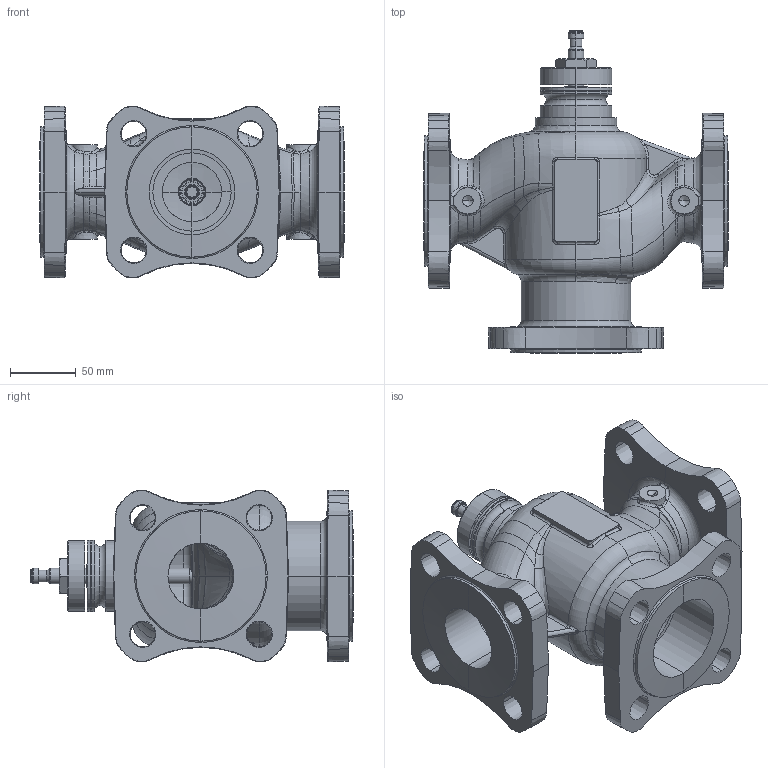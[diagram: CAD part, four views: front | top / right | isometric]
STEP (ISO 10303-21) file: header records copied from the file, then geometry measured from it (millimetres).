
FILE_DESCRIPTION((''),'2;1');
FILE_NAME('VF3R_DN50_SW0001','2023-03-30T14:10:59',('User'),(''),'CREO PARAMETRIC BY PTC INC, 2019010','CREO PARAMETRIC BY PTC INC, 2019010','');
FILE_SCHEMA(('CONFIG_CONTROL_DESIGN'));
Length unit declared in the file: millimetre
Products named in the file (1): VF3R_DN50_SW0001
Bounding box: 231.27 x 244.42 x 130.41 mm (x, y, z)
Surface area: 270016.6 mm2 (no closed solid volume)
Topology: 0 solids, 21 shells, 846 faces, 2651 edges, 1782 vertices
Faces by surface type: bspline 472, cone 147, cylinder 124, plane 56, torus 42, sphere 5
Entity records: 105843 total; most frequent: CARTESIAN_POINT 87303, ORIENTED_EDGE 4527, EDGE_CURVE 2638, DIRECTION 2159, VERTEX_POINT 1782, B_SPLINE_CURVE_WITH_KNOTS 1709, EDGE_LOOP 896, AXIS2_PLACEMENT_3D 856
